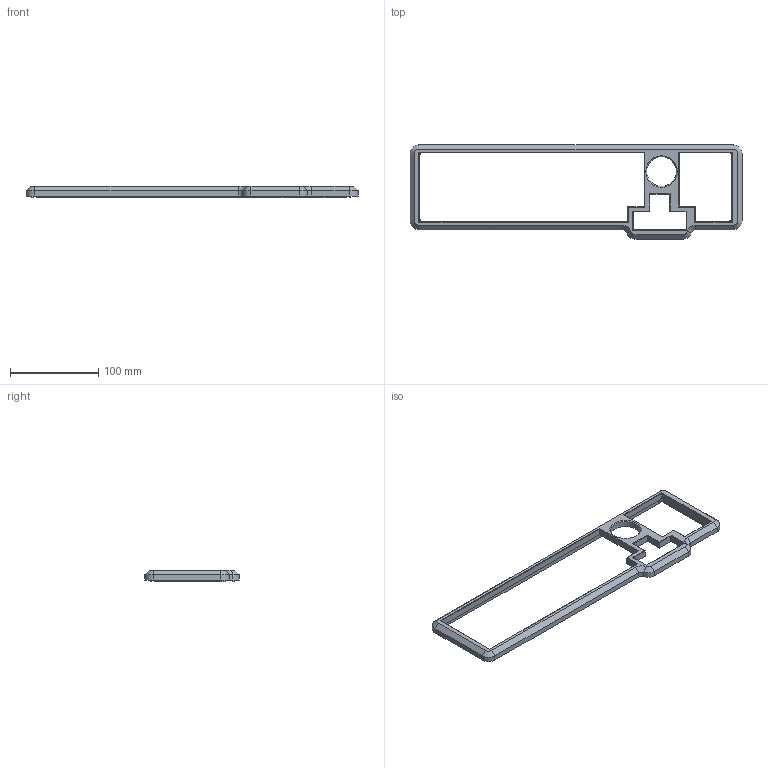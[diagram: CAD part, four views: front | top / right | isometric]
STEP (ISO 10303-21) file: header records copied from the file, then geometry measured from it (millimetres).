
FILE_DESCRIPTION(/* description */ (''),/* implementation_level */ '2;1');
FILE_NAME(/* name */ 'top.step',/* time_stamp */ '2023-04-16T23:48:51-07:00',/* author */ (''),/* organization */ (''),/* preprocessor_version */ 'ST-DEVELOPER v19.2',/* originating_system */ 'Autodesk Translation Framework v12.4.0.73',/* authorisation */ '');
FILE_SCHEMA (('AUTOMOTIVE_DESIGN { 1 0 10303 214 3 1 1 }'));
Length unit declared in the file: millimetre
Products named in the file (1): trashtruck.b
Bounding box: 377.21 x 107.02 x 12.9 mm (x, y, z)
Volume: 97729 mm3; surface area: 43672 mm2
Topology: 1 solids, 1 shells, 131 faces, 330 edges, 208 vertices
Faces by surface type: plane 105, cylinder 17, cone 9
Full cylindrical faces by diameter (mm): 2 x4, 33.756 x1
Entity records: 3901 total; most frequent: CARTESIAN_POINT 670, ORIENTED_EDGE 660, DIRECTION 640, EDGE_CURVE 330, LINE 284, VECTOR 284, VERTEX_POINT 208, AXIS2_PLACEMENT_3D 178
